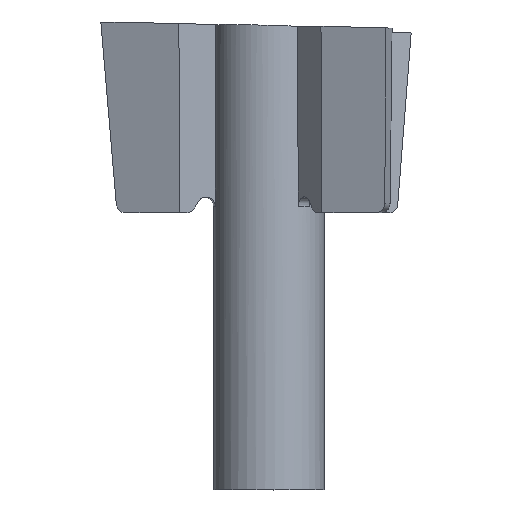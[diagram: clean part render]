
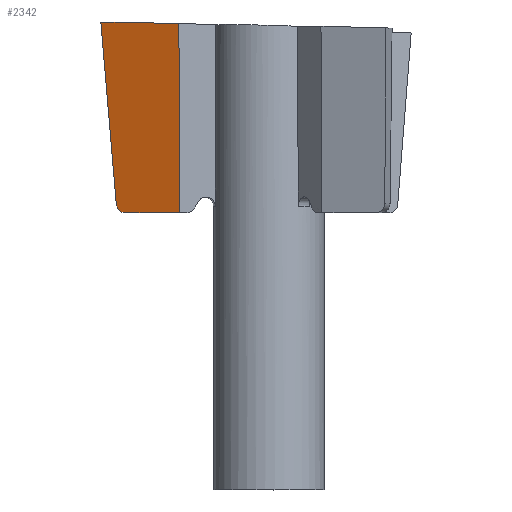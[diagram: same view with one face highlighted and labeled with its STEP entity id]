
A CAD part, top view. The second image highlights one B-rep face of the part: STEP entity #2342.
In plain terms, the highlighted planar face has unit normal (-0.357, -0.009, 0.934).
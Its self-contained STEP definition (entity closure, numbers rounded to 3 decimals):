
#2342 = ADVANCED_FACE('',(#2343),#2358,.F.);
#2343 = FACE_BOUND('',#2344,.T.);
#2344 = EDGE_LOOP('',(#2345,#2370,#2388,#2404,#2425,#2441));
#2345 = ORIENTED_EDGE('',*,*,#2346,.T.);
#2346 = EDGE_CURVE('',#2347,#2349,#2351,.T.);
#2347 = VERTEX_POINT('',#2348);
#2348 = CARTESIAN_POINT('',(1829.801,-707.564,
    1261.252));
#2349 = VERTEX_POINT('',#2350);
#2350 = CARTESIAN_POINT('',(1827.378,-707.516,
    1260.328));
#2351 = SURFACE_CURVE('',#2352,(#2357),.PCURVE_S1.);
#2352 = B_SPLINE_CURVE_WITH_KNOTS('',3,(#2353,#2354,#2355,#2356),
  .UNSPECIFIED.,.F.,.F.,(4,4),(0.,1.),.PIECEWISE_BEZIER_KNOTS.);
#2353 = CARTESIAN_POINT('',(1829.801,-707.564,
    1261.252));
#2354 = CARTESIAN_POINT('',(1828.993,-707.548,
    1260.944));
#2355 = CARTESIAN_POINT('',(1828.186,-707.532,
    1260.636));
#2356 = CARTESIAN_POINT('',(1827.378,-707.516,
    1260.328));
#2357 = PCURVE('',#2358,#2363);
#2358 = PLANE('',#2359);
#2359 = AXIS2_PLACEMENT_3D('',#2360,#2361,#2362);
#2360 = CARTESIAN_POINT('',(1833.704,-717.8,1262.646)
  );
#2361 = DIRECTION('',(0.357,0.009,-0.934)
  );
#2362 = DIRECTION('',(-0.934,0.,-0.357
    ));
#2363 = DEFINITIONAL_REPRESENTATION('',(#2364),#2369);
#2364 = B_SPLINE_CURVE_WITH_KNOTS('',3,(#2365,#2366,#2367,#2368),
  .UNSPECIFIED.,.F.,.F.,(4,4),(0.,1.),.PIECEWISE_BEZIER_KNOTS.);
#2365 = CARTESIAN_POINT('',(4.144,10.236));
#2366 = CARTESIAN_POINT('',(5.008,10.253));
#2367 = CARTESIAN_POINT('',(5.872,10.269));
#2368 = CARTESIAN_POINT('',(6.736,10.284));
#2369 = ( GEOMETRIC_REPRESENTATION_CONTEXT(2) 
PARAMETRIC_REPRESENTATION_CONTEXT() REPRESENTATION_CONTEXT('2D SPACE',''
  ) );
#2370 = ORIENTED_EDGE('',*,*,#2371,.T.);
#2371 = EDGE_CURVE('',#2349,#2372,#2374,.T.);
#2372 = VERTEX_POINT('',#2373);
#2373 = CARTESIAN_POINT('',(1825.573,-707.481,
    1259.639));
#2374 = SURFACE_CURVE('',#2375,(#2380),.PCURVE_S1.);
#2375 = B_SPLINE_CURVE_WITH_KNOTS('',3,(#2376,#2377,#2378,#2379),
  .UNSPECIFIED.,.F.,.F.,(4,4),(0.,1.),.PIECEWISE_BEZIER_KNOTS.);
#2376 = CARTESIAN_POINT('',(1827.378,-707.516,
    1260.328));
#2377 = CARTESIAN_POINT('',(1826.776,-707.504,
    1260.098));
#2378 = CARTESIAN_POINT('',(1826.175,-707.493,
    1259.869));
#2379 = CARTESIAN_POINT('',(1825.573,-707.481,
    1259.639));
#2380 = PCURVE('',#2358,#2381);
#2381 = DEFINITIONAL_REPRESENTATION('',(#2382),#2387);
#2382 = B_SPLINE_CURVE_WITH_KNOTS('',3,(#2383,#2384,#2385,#2386),
  .UNSPECIFIED.,.F.,.F.,(4,4),(0.,1.),.PIECEWISE_BEZIER_KNOTS.);
#2383 = CARTESIAN_POINT('',(6.736,10.284));
#2384 = CARTESIAN_POINT('',(7.38,10.296));
#2385 = CARTESIAN_POINT('',(8.024,10.308));
#2386 = CARTESIAN_POINT('',(8.668,10.319));
#2387 = ( GEOMETRIC_REPRESENTATION_CONTEXT(2) 
PARAMETRIC_REPRESENTATION_CONTEXT() REPRESENTATION_CONTEXT('2D SPACE',''
  ) );
#2388 = ORIENTED_EDGE('',*,*,#2389,.F.);
#2389 = EDGE_CURVE('',#2390,#2372,#2392,.T.);
#2390 = VERTEX_POINT('',#2391);
#2391 = CARTESIAN_POINT('',(1826.41,-717.344,
    1259.866));
#2392 = SURFACE_CURVE('',#2393,(#2397),.PCURVE_S1.);
#2393 = LINE('',#2394,#2395);
#2394 = CARTESIAN_POINT('',(1826.506,-718.474,
    1259.892));
#2395 = VECTOR('',#2396,1.);
#2396 = DIRECTION('',(-0.084,0.996,
    -0.023));
#2397 = PCURVE('',#2358,#2398);
#2398 = DEFINITIONAL_REPRESENTATION('',(#2399),#2403);
#2399 = LINE('',#2400,#2401);
#2400 = CARTESIAN_POINT('',(7.707,-0.674));
#2401 = VECTOR('',#2402,1.);
#2402 = DIRECTION('',(0.087,0.996));
#2403 = ( GEOMETRIC_REPRESENTATION_CONTEXT(2) 
PARAMETRIC_REPRESENTATION_CONTEXT() REPRESENTATION_CONTEXT('2D SPACE',''
  ) );
#2404 = ORIENTED_EDGE('',*,*,#2405,.T.);
#2405 = EDGE_CURVE('',#2390,#2406,#2408,.T.);
#2406 = VERTEX_POINT('',#2407);
#2407 = CARTESIAN_POINT('',(1826.877,-717.8,1260.04
    ));
#2408 = SURFACE_CURVE('',#2409,(#2414),.PCURVE_S1.);
#2409 = ELLIPSE('',#2410,0.5,0.5);
#2410 = AXIS2_PLACEMENT_3D('',#2411,#2412,#2413);
#2411 = CARTESIAN_POINT('',(1826.875,-717.3,1260.044
    ));
#2412 = DIRECTION('',(-0.357,-0.009,0.934
    ));
#2413 = DIRECTION('',(0.483,0.855,0.192));
#2414 = PCURVE('',#2358,#2415);
#2415 = DEFINITIONAL_REPRESENTATION('',(#2416),#2424);
#2416 = ( BOUNDED_CURVE() B_SPLINE_CURVE(2,(#2417,#2418,#2419,#2420,
#2421,#2422,#2423),.UNSPECIFIED.,.T.,.F.) B_SPLINE_CURVE_WITH_KNOTS((1,2
    ,2,2,2,1),(-2.094,0.,2.094,4.189,
6.283,8.378),.UNSPECIFIED.) CURVE() 
GEOMETRIC_REPRESENTATION_ITEM() RATIONAL_B_SPLINE_CURVE((1.,0.5,1.,0.5,
1.,0.5,1.)) REPRESENTATION_ITEM('') );
#2417 = CARTESIAN_POINT('',(7.048,0.927));
#2418 = CARTESIAN_POINT('',(7.788,1.377));
#2419 = CARTESIAN_POINT('',(7.807,0.511));
#2420 = CARTESIAN_POINT('',(7.827,-0.355));
#2421 = CARTESIAN_POINT('',(7.067,0.061));
#2422 = CARTESIAN_POINT('',(6.308,0.478));
#2423 = CARTESIAN_POINT('',(7.048,0.927));
#2424 = ( GEOMETRIC_REPRESENTATION_CONTEXT(2) 
PARAMETRIC_REPRESENTATION_CONTEXT() REPRESENTATION_CONTEXT('2D SPACE',''
  ) );
#2425 = ORIENTED_EDGE('',*,*,#2426,.T.);
#2426 = EDGE_CURVE('',#2406,#2427,#2429,.T.);
#2427 = VERTEX_POINT('',#2428);
#2428 = CARTESIAN_POINT('',(1829.811,-717.8,1261.16
    ));
#2429 = SURFACE_CURVE('',#2430,(#2434),.PCURVE_S1.);
#2430 = LINE('',#2431,#2432);
#2431 = CARTESIAN_POINT('',(1833.704,-717.8,1262.646)
  );
#2432 = VECTOR('',#2433,1.);
#2433 = DIRECTION('',(0.934,0.,0.357));
#2434 = PCURVE('',#2358,#2435);
#2435 = DEFINITIONAL_REPRESENTATION('',(#2436),#2440);
#2436 = LINE('',#2437,#2438);
#2437 = CARTESIAN_POINT('',(0.,0.));
#2438 = VECTOR('',#2439,1.);
#2439 = DIRECTION('',(-1.,0.));
#2440 = ( GEOMETRIC_REPRESENTATION_CONTEXT(2) 
PARAMETRIC_REPRESENTATION_CONTEXT() REPRESENTATION_CONTEXT('2D SPACE',''
  ) );
#2441 = ORIENTED_EDGE('',*,*,#2442,.F.);
#2442 = EDGE_CURVE('',#2347,#2427,#2443,.T.);
#2443 = SURFACE_CURVE('',#2444,(#2448),.PCURVE_S1.);
#2444 = LINE('',#2445,#2446);
#2445 = CARTESIAN_POINT('',(1829.811,-717.791,
    1261.16));
#2446 = VECTOR('',#2447,1.);
#2447 = DIRECTION('',(0.001,-1.,
    -0.009));
#2448 = PCURVE('',#2358,#2449);
#2449 = DEFINITIONAL_REPRESENTATION('',(#2450),#2454);
#2450 = LINE('',#2451,#2452);
#2451 = CARTESIAN_POINT('',(4.166,0.009));
#2452 = VECTOR('',#2453,1.);
#2453 = DIRECTION('',(0.002,-1.));
#2454 = ( GEOMETRIC_REPRESENTATION_CONTEXT(2) 
PARAMETRIC_REPRESENTATION_CONTEXT() REPRESENTATION_CONTEXT('2D SPACE',''
  ) );
